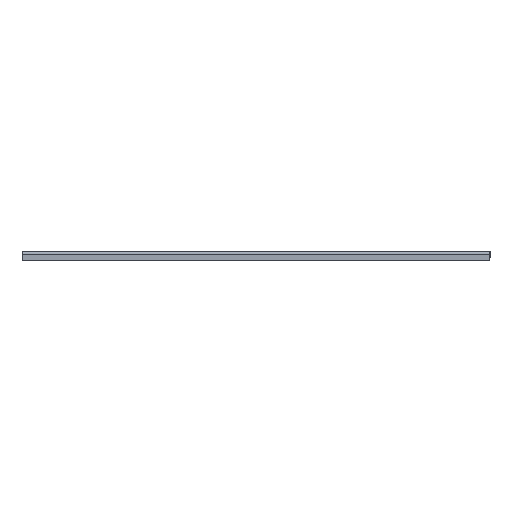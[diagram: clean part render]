
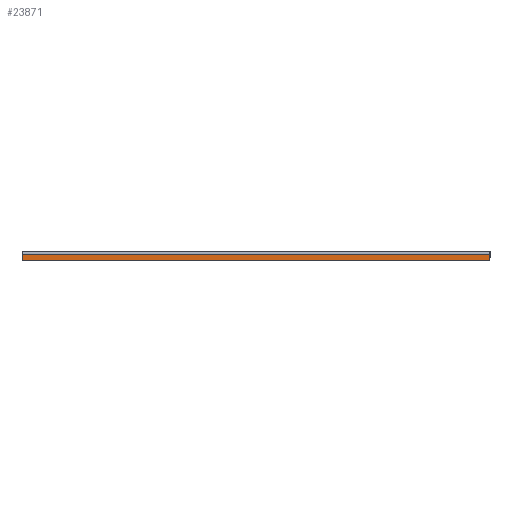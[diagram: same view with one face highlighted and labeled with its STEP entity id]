
A CAD part, front view. The second image highlights one B-rep face of the part: STEP entity #23871.
In plain terms, the highlighted planar face has unit normal (0, -1, 0).
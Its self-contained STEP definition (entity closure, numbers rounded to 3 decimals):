
#886 = DIRECTION ( 'NONE',  ( 0., 0., 1. ) ) ;
#1467 = CARTESIAN_POINT ( 'NONE',  ( 0., -118.24, -2.237 ) ) ;
#2442 = CARTESIAN_POINT ( 'NONE',  ( -13.875, -118.24, -8.04 ) ) ;
#2629 = ORIENTED_EDGE ( 'NONE', *, *, #7919, .T. ) ;
#3020 = LINE ( 'NONE', #11653, #16798 ) ;
#5055 = LINE ( 'NONE', #11840, #19699 ) ;
#5489 = VERTEX_POINT ( 'NONE', #26878 ) ;
#5691 = CARTESIAN_POINT ( 'NONE',  ( 0., -118.24, 115.16 ) ) ;
#5823 = DIRECTION ( 'NONE',  ( -1., 0., 0. ) ) ;
#6889 = VECTOR ( 'NONE', #21023, 1000. ) ;
#7919 = EDGE_CURVE ( 'NONE', #13645, #5489, #15322, .T. ) ;
#8380 = FACE_OUTER_BOUND ( 'NONE', #10751, .T. ) ;
#10751 = EDGE_LOOP ( 'NONE', ( #25230, #2629, #14301, #18571 ) ) ;
#10819 = CARTESIAN_POINT ( 'NONE',  ( -13.875, -118.24, -2.237 ) ) ;
#11306 = VECTOR ( 'NONE', #25972, 1000. ) ;
#11653 = CARTESIAN_POINT ( 'NONE',  ( 404.8, -118.24, 9.61 ) ) ;
#11840 = CARTESIAN_POINT ( 'NONE',  ( 404.8, -118.24, -8.04 ) ) ;
#12649 = LINE ( 'NONE', #1467, #6889 ) ;
#13645 = VERTEX_POINT ( 'NONE', #10819 ) ;
#14301 = ORIENTED_EDGE ( 'NONE', *, *, #19337, .T. ) ;
#14420 = AXIS2_PLACEMENT_3D ( 'NONE', #5691, #14883, #5823 ) ;
#14701 = CARTESIAN_POINT ( 'NONE',  ( 404.8, -118.24, -2.237 ) ) ;
#14883 = DIRECTION ( 'NONE',  ( 0., 1., 0. ) ) ;
#15322 = LINE ( 'NONE', #2442, #11306 ) ;
#16733 = PLANE ( 'NONE',  #14420 ) ;
#16770 = VERTEX_POINT ( 'NONE', #19017 ) ;
#16798 = VECTOR ( 'NONE', #886, 1000. ) ;
#18571 = ORIENTED_EDGE ( 'NONE', *, *, #26662, .T. ) ;
#19017 = CARTESIAN_POINT ( 'NONE',  ( 404.8, -118.24, -8.04 ) ) ;
#19337 = EDGE_CURVE ( 'NONE', #5489, #16770, #5055, .T. ) ;
#19699 = VECTOR ( 'NONE', #22477, 1000. ) ;
#20258 = VERTEX_POINT ( 'NONE', #14701 ) ;
#21023 = DIRECTION ( 'NONE',  ( 1., 0., 0. ) ) ;
#22477 = DIRECTION ( 'NONE',  ( 1., 0., 0. ) ) ;
#23441 = EDGE_CURVE ( 'NONE', #13645, #20258, #12649, .T. ) ;
#23871 = ADVANCED_FACE ( 'NONE', ( #8380 ), #16733, .F. ) ;
#25230 = ORIENTED_EDGE ( 'NONE', *, *, #23441, .F. ) ;
#25972 = DIRECTION ( 'NONE',  ( 0., 0., -1. ) ) ;
#26662 = EDGE_CURVE ( 'NONE', #16770, #20258, #3020, .T. ) ;
#26878 = CARTESIAN_POINT ( 'NONE',  ( -13.875, -118.24, -8.04 ) ) ;
